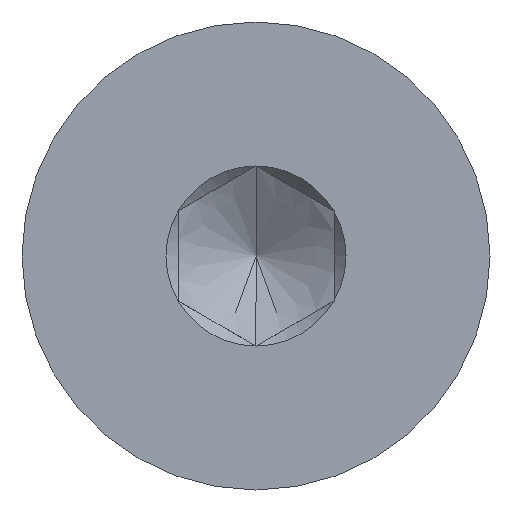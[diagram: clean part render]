
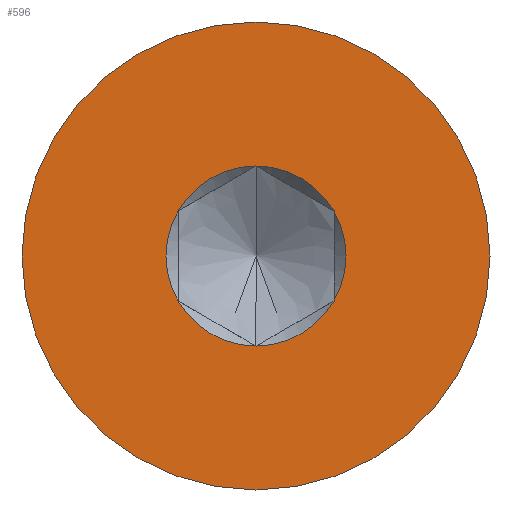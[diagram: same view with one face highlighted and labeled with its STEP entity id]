
A CAD part, left-side view. The second image highlights one B-rep face of the part: STEP entity #596.
In plain terms, the highlighted planar face has unit normal (-1, 0, 0).
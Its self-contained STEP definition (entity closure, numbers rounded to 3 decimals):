
#251=CARTESIAN_POINT('POINT19',(0.,0.,
   -1.155));
#252=VERTEX_POINT('VERTEX19',#251);
#266=CARTESIAN_POINT('POINT20',(0.,1.,
   -0.577));
#267=VERTEX_POINT('VERTEX20',#266);
#290=CARTESIAN_POINT('POINT22',(0.,-1.,
   -0.577));
#291=VERTEX_POINT('VERTEX22',#290);
#322=CARTESIAN_POINT('POINT24',(0.,-1.,
   0.577));
#323=VERTEX_POINT('VERTEX24',#322);
#360=CARTESIAN_POINT('POINT26',(0.,0.,
   1.155));
#361=VERTEX_POINT('VERTEX26',#360);
#392=CARTESIAN_POINT('POINT28',(0.,1.,0.577)
   );
#393=VERTEX_POINT('VERTEX28',#392);
#478=CARTESIAN_POINT('POS37',(0.,0.,
   0.));
#479=DIRECTION('DIR55',(1.,0.,
   0.));
#480=DIRECTION('DIR56',(0.,0.,
   -1.));
#481=AXIS2_PLACEMENT_3D('AXIS19',#478,#479,#480);
#482=CIRCLE('ELLIPSE7',#481,1.155);
#483=EDGE_CURVE('EDGE48',#252,#267,#482,.T.);
#495=EDGE_CURVE('EDGE49',#291,#252,#482,.T.);
#502=EDGE_CURVE('EDGE50',#323,#291,#482,.T.);
#508=EDGE_CURVE('EDGE51',#361,#323,#482,.T.);
#515=EDGE_CURVE('EDGE52',#393,#361,#482,.T.);
#522=EDGE_CURVE('EDGE53',#267,#393,#482,.T.);
#568=ORIENTED_EDGE('COEDGE105',*,*,#522,.T.);
#569=ORIENTED_EDGE('COEDGE106',*,*,#515,.T.);
#570=ORIENTED_EDGE('COEDGE107',*,*,#508,.T.);
#571=ORIENTED_EDGE('COEDGE108',*,*,#502,.T.);
#572=ORIENTED_EDGE('COEDGE109',*,*,#495,.T.);
#573=ORIENTED_EDGE('COEDGE110',*,*,#483,.T.);
#574=EDGE_LOOP('NONE',(#568,#569,#570,#571,#572,#573));
#575=FACE_BOUND('LOOP1',#574,.T.);
#576=CARTESIAN_POINT('POINT34',(0.,0.,3.)
   );
#577=VERTEX_POINT('VERTEX34',#576);
#578=CARTESIAN_POINT('POINT35',(0.,
   0.,-3.));
#579=VERTEX_POINT('VERTEX35',#578);
#580=CARTESIAN_POINT('POS43',(0.,0.,0.));
#581=DIRECTION('DIR65',(-1.,0.,0.));
#582=DIRECTION('DIR66',(0.,0.,1.));
#583=AXIS2_PLACEMENT_3D('AXIS23',#580,#581,#582);
#584=CIRCLE('ELLIPSE9',#583,3.);
#585=EDGE_CURVE('EDGE58',#577,#579,#584,.T.);
#586=ORIENTED_EDGE('COEDGE111',*,*,#585,.T.);
#587=EDGE_CURVE('EDGE59',#579,#577,#584,.T.);
#588=ORIENTED_EDGE('COEDGE112',*,*,#587,.T.);
#589=EDGE_LOOP('NONE',(#586,#588));
#590=FACE_BOUND('LOOP1',#589,.T.);
#591=CARTESIAN_POINT('POS44',(0.,0.,1.5))
   ;
#592=DIRECTION('DIR67',(-1.,0.,0.));
#593=DIRECTION('DIR68',(0.,1.,0.));
#594=AXIS2_PLACEMENT_3D('AXIS24',#591,#592,#593);
#595=PLANE('PLANE8',#594);
#596=ADVANCED_FACE('FACE27',(#575,#590),#595,.T.);
